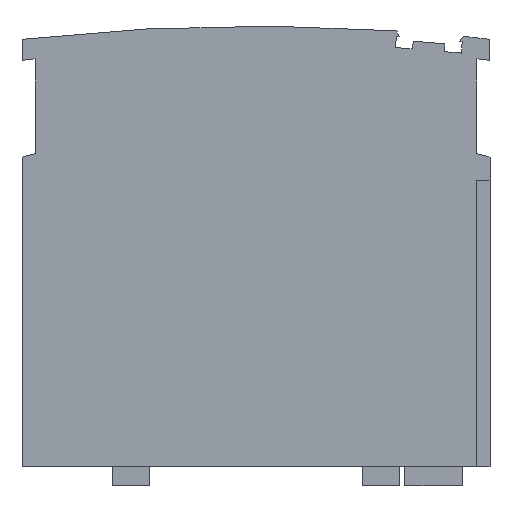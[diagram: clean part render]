
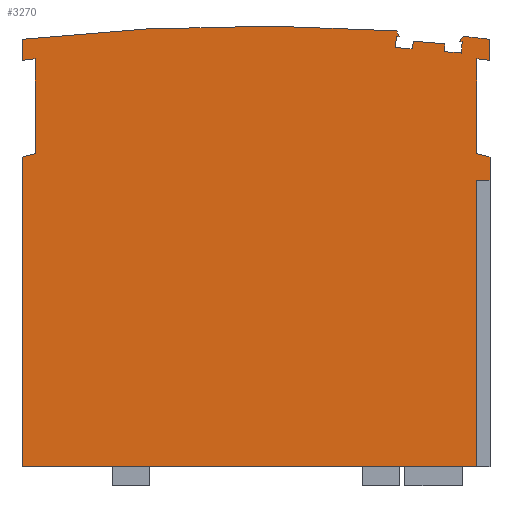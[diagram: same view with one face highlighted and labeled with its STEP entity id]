
A CAD part, left-side view. The second image highlights one B-rep face of the part: STEP entity #3270.
In plain terms, the highlighted face is planar.
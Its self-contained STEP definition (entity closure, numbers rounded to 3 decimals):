
#100=CARTESIAN_POINT('',(89.163,71.072,
-48.1));
#110=VERTEX_POINT('',#100);
#160=CARTESIAN_POINT('',(9.371,-43.856,
-48.1));
#170=DIRECTION('',(-0.57,-0.821,
0.));
#180=VECTOR('',#170,1.);
#190=LINE('',#160,#180);
#200=CARTESIAN_POINT('',(88.811,70.565,
-48.1));
#210=VERTEX_POINT('',#200);
#220=EDGE_CURVE('',#110,#210,#190,.T.);
#620=CARTESIAN_POINT('',(138.683,66.403,
-48.1));
#630=DIRECTION('',(-0.997,0.083,
0.));
#640=VECTOR('',#630,1.);
#650=LINE('',#620,#640);
#660=CARTESIAN_POINT('',(89.083,70.543,
-48.1));
#670=VERTEX_POINT('',#660);
#680=EDGE_CURVE('',#670,#210,#650,.T.);
#1050=CARTESIAN_POINT('',(87.402,69.609,
-48.1));
#1060=VERTEX_POINT('',#1050);
#1090=CARTESIAN_POINT('',(87.708,-7.,-48.1));
#1100=DIRECTION('',(-0.004,1.,
0.));
#1110=VECTOR('',#1100,1.);
#1120=LINE('',#1090,#1110);
#1130=CARTESIAN_POINT('',(87.399,70.362,
-48.1));
#1140=VERTEX_POINT('',#1130);
#1150=EDGE_CURVE('',#1060,#1140,#1120,.T.);
#1330=CARTESIAN_POINT('',(87.491,43.831,
-48.1));
#1340=DIRECTION('',(0.,0.,-1.));
#1350=DIRECTION('',(-1.,0.,0.));
#1360=AXIS2_PLACEMENT_3D('',#1330,#1340,#1350);
#1370=PLANE('',#1360);
#1380=CARTESIAN_POINT('',(69.341,-127.944,
-48.1));
#1390=DIRECTION('',(0.,0.,1.));
#1400=DIRECTION('',(1.,0.,0.));
#1410=AXIS2_PLACEMENT_3D('',#1380,#1390,#1400);
#1420=CIRCLE('',#1410,200.);
#1430=CARTESIAN_POINT('',(91.741,70.798,
-48.1));
#1440=VERTEX_POINT('',#1430);
#1450=EDGE_CURVE('',#1440,#110,#1420,.T.);
#1460=ORIENTED_EDGE('',*,*,#1450,.T.);
#1470=CARTESIAN_POINT('',(91.741,-7.,
-48.1));
#1480=DIRECTION('',(0.,1.,0.));
#1490=VECTOR('',#1480,1.);
#1500=LINE('',#1470,#1490);
#1510=CARTESIAN_POINT('',(91.741,68.785,
-48.1));
#1520=VERTEX_POINT('',#1510);
#1530=EDGE_CURVE('',#1520,#1440,#1500,.T.);
#1540=ORIENTED_EDGE('',*,*,#1530,.T.);
#1550=CARTESIAN_POINT('',(69.341,-127.944,
-48.1));
#1560=DIRECTION('',(0.,0.,-1.));
#1570=DIRECTION('',(-1.,0.,0.));
#1580=AXIS2_PLACEMENT_3D('',#1550,#1560,#1570);
#1590=CIRCLE('',#1580,198.);
#1600=CARTESIAN_POINT('',(90.49,68.924,
-48.1));
#1610=VERTEX_POINT('',#1600);
#1620=EDGE_CURVE('',#1610,#1520,#1590,.T.);
#1630=ORIENTED_EDGE('',*,*,#1620,.T.);
#1640=CARTESIAN_POINT('',(90.49,-7.,-48.1));
#1650=DIRECTION('',(0.,1.,0.));
#1660=VECTOR('',#1650,1.);
#1670=LINE('',#1640,#1660);
#1680=CARTESIAN_POINT('',(90.49,59.856,
-48.1));
#1690=VERTEX_POINT('',#1680);
#1700=EDGE_CURVE('',#1690,#1610,#1670,.T.);
#1710=ORIENTED_EDGE('',*,*,#1700,.T.);
#1720=CARTESIAN_POINT('',(138.76,46.922,
-48.1));
#1730=DIRECTION('',(-0.966,0.259,
0.));
#1740=VECTOR('',#1730,1.);
#1750=LINE('',#1720,#1740);
#1760=CARTESIAN_POINT('',(91.741,59.52,
-48.1));
#1770=VERTEX_POINT('',#1760);
#1780=EDGE_CURVE('',#1770,#1690,#1750,.T.);
#1790=ORIENTED_EDGE('',*,*,#1780,.T.);
#1800=CARTESIAN_POINT('',(91.741,-7.,-48.1));
#1810=DIRECTION('',(0.,-1.,0.));
#1820=VECTOR('',#1810,1.);
#1830=LINE('',#1800,#1820);
#1840=CARTESIAN_POINT('',(91.741,57.306,
-48.1));
#1850=VERTEX_POINT('',#1840);
#1860=EDGE_CURVE('',#1770,#1850,#1830,.T.);
#1870=ORIENTED_EDGE('',*,*,#1860,.F.);
#1880=CARTESIAN_POINT('',(91.741,57.306,
-48.1));
#1890=DIRECTION('',(-1.,0.,0.));
#1900=VECTOR('',#1890,1.);
#1910=LINE('',#1880,#1900);
#1920=CARTESIAN_POINT('',(90.441,57.306,
-48.1));
#1930=VERTEX_POINT('',#1920);
#1940=EDGE_CURVE('',#1850,#1930,#1910,.T.);
#1950=ORIENTED_EDGE('',*,*,#1940,.F.);
#1960=CARTESIAN_POINT('',(90.441,-43.856,
-48.1));
#1970=DIRECTION('',(0.,-1.,0.));
#1980=VECTOR('',#1970,1.);
#1990=LINE('',#1960,#1980);
#2000=CARTESIAN_POINT('',(90.441,29.856,
-48.1));
#2010=VERTEX_POINT('',#2000);
#2020=EDGE_CURVE('',#1930,#2010,#1990,.T.);
#2030=ORIENTED_EDGE('',*,*,#2020,.F.);
#2040=CARTESIAN_POINT('',(0.,29.856,
-48.1));
#2050=DIRECTION('',(-1.,0.,0.));
#2060=VECTOR('',#2050,1.);
#2070=LINE('',#2040,#2060);
#2080=CARTESIAN_POINT('',(46.941,29.856,
-48.1));
#2090=VERTEX_POINT('',#2080);
#2100=EDGE_CURVE('',#2010,#2090,#2070,.T.);
#2110=ORIENTED_EDGE('',*,*,#2100,.F.);
#2120=CARTESIAN_POINT('',(46.941,-7.,-48.1));
#2130=DIRECTION('',(0.,-1.,0.));
#2140=VECTOR('',#2130,1.);
#2150=LINE('',#2120,#2140);
#2160=CARTESIAN_POINT('',(46.941,59.52,
-48.1));
#2170=VERTEX_POINT('',#2160);
#2180=EDGE_CURVE('',#2170,#2090,#2150,.T.);
#2190=ORIENTED_EDGE('',*,*,#2180,.T.);
#2200=CARTESIAN_POINT('',(138.605,84.082,
-48.1));
#2210=DIRECTION('',(0.966,0.259,
0.));
#2220=VECTOR('',#2210,1.);
#2230=LINE('',#2200,#2220);
#2240=CARTESIAN_POINT('',(48.192,59.856,
-48.1));
#2250=VERTEX_POINT('',#2240);
#2260=EDGE_CURVE('',#2170,#2250,#2230,.T.);
#2270=ORIENTED_EDGE('',*,*,#2260,.F.);
#2280=CARTESIAN_POINT('',(48.192,-7.,-48.1));
#2290=DIRECTION('',(0.,1.,0.));
#2300=VECTOR('',#2290,1.);
#2310=LINE('',#2280,#2300);
#2320=CARTESIAN_POINT('',(48.192,68.924,
-48.1));
#2330=VERTEX_POINT('',#2320);
#2340=EDGE_CURVE('',#2250,#2330,#2310,.T.);
#2350=ORIENTED_EDGE('',*,*,#2340,.F.);
#2360=CARTESIAN_POINT('',(69.341,-127.944,
-48.1));
#2370=DIRECTION('',(0.,0.,1.));
#2380=DIRECTION('',(1.,0.,0.));
#2390=AXIS2_PLACEMENT_3D('',#2360,#2370,#2380);
#2400=CIRCLE('',#2390,198.);
#2410=CARTESIAN_POINT('',(46.941,68.785,
-48.1));
#2420=VERTEX_POINT('',#2410);
#2430=EDGE_CURVE('',#2330,#2420,#2400,.T.);
#2440=ORIENTED_EDGE('',*,*,#2430,.F.);
#2450=CARTESIAN_POINT('',(46.941,69.624,
-48.1));
#2460=DIRECTION('',(0.,-1.,0.));
#2470=VECTOR('',#2460,1.);
#2480=LINE('',#2450,#2470);
#2490=CARTESIAN_POINT('',(46.941,70.798,
-48.1));
#2500=VERTEX_POINT('',#2490);
#2510=EDGE_CURVE('',#2500,#2420,#2480,.T.);
#2520=ORIENTED_EDGE('',*,*,#2510,.T.);
#2530=CARTESIAN_POINT('',(69.341,-127.944,
-48.1));
#2540=DIRECTION('',(0.,0.,1.));
#2550=DIRECTION('',(1.,0.,0.));
#2560=AXIS2_PLACEMENT_3D('',#2530,#2540,#2550);
#2570=CIRCLE('',#2560,200.);
#2580=CARTESIAN_POINT('',(82.788,71.604,
-48.1));
#2590=VERTEX_POINT('',#2580);
#2600=EDGE_CURVE('',#2590,#2500,#2570,.T.);
#2610=ORIENTED_EDGE('',*,*,#2600,.T.);
#2620=CARTESIAN_POINT('',(82.864,71.442,
-48.1));
#2630=DIRECTION('',(-0.426,0.905,
0.));
#2640=VECTOR('',#2630,1.);
#2650=LINE('',#2620,#2640);
#2660=CARTESIAN_POINT('',(83.051,71.046,
-48.1));
#2670=VERTEX_POINT('',#2660);
#2680=EDGE_CURVE('',#2670,#2590,#2650,.T.);
#2690=ORIENTED_EDGE('',*,*,#2680,.T.);
#2700=CARTESIAN_POINT('',(138.683,66.403,
-48.1));
#2710=DIRECTION('',(0.997,-0.083,
0.));
#2720=VECTOR('',#2710,1.);
#2730=LINE('',#2700,#2720);
#2740=CARTESIAN_POINT('',(82.78,71.069,
-48.1));
#2750=VERTEX_POINT('',#2740);
#2760=EDGE_CURVE('',#2750,#2670,#2730,.T.);
#2770=ORIENTED_EDGE('',*,*,#2760,.T.);
#2780=CARTESIAN_POINT('',(76.263,-7.,-48.1));
#2790=DIRECTION('',(0.083,0.997,
0.));
#2800=VECTOR('',#2790,1.);
#2810=LINE('',#2780,#2800);
#2820=CARTESIAN_POINT('',(82.691,70.003,
-48.1));
#2830=VERTEX_POINT('',#2820);
#2840=EDGE_CURVE('',#2830,#2750,#2810,.T.);
#2850=ORIENTED_EDGE('',*,*,#2840,.T.);
#2860=CARTESIAN_POINT('',(138.683,65.329,
-48.1));
#2870=DIRECTION('',(-0.997,0.083,
0.));
#2880=VECTOR('',#2870,1.);
#2890=LINE('',#2860,#2880);
#2900=CARTESIAN_POINT('',(84.282,69.87,
-48.1));
#2910=VERTEX_POINT('',#2900);
#2920=EDGE_CURVE('',#2910,#2830,#2890,.T.);
#2930=ORIENTED_EDGE('',*,*,#2920,.T.);
#2940=CARTESIAN_POINT('',(71.044,-7.,-48.1));
#2950=DIRECTION('',(-0.17,-0.985,
0.));
#2960=VECTOR('',#2950,1.);
#2970=LINE('',#2940,#2960);
#2980=CARTESIAN_POINT('',(84.41,70.612,
-48.1));
#2990=VERTEX_POINT('',#2980);
#3000=EDGE_CURVE('',#2990,#2910,#2970,.T.);
#3010=ORIENTED_EDGE('',*,*,#3000,.T.);
#3020=CARTESIAN_POINT('',(138.683,66.081,
-48.1));
#3030=DIRECTION('',(-0.997,0.083,
0.));
#3040=VECTOR('',#3030,1.);
#3050=LINE('',#3020,#3040);
#3060=EDGE_CURVE('',#1140,#2990,#3050,.T.);
#3070=ORIENTED_EDGE('',*,*,#3060,.T.);
#3080=ORIENTED_EDGE('',*,*,#1150,.T.);
#3090=CARTESIAN_POINT('',(138.683,65.329,
-48.1));
#3100=DIRECTION('',(-0.997,0.083,
0.));
#3110=VECTOR('',#3100,1.);
#3120=LINE('',#3090,#3110);
#3130=CARTESIAN_POINT('',(88.994,69.476,
-48.1));
#3140=VERTEX_POINT('',#3130);
#3150=EDGE_CURVE('',#3140,#1060,#3120,.T.);
#3160=ORIENTED_EDGE('',*,*,#3150,.T.);
#3170=CARTESIAN_POINT('',(82.61,-7.,-48.1));
#3180=DIRECTION('',(-0.083,-0.997,
0.));
#3190=VECTOR('',#3180,1.);
#3200=LINE('',#3170,#3190);
#3210=EDGE_CURVE('',#670,#3140,#3200,.T.);
#3220=ORIENTED_EDGE('',*,*,#3210,.T.);
#3230=ORIENTED_EDGE('',*,*,#680,.F.);
#3240=ORIENTED_EDGE('',*,*,#220,.T.);
#3250=EDGE_LOOP('',(#3240,#3230,#3220,#3160,#3080,#3070,#3010,#2930,
#2850,#2770,#2690,#2610,#2520,#2440,#2350,#2270,#2190,#2110,#2030,#1950,
#1870,#1790,#1710,#1630,#1540,#1460));
#3260=FACE_OUTER_BOUND('',#3250,.T.);
#3270=ADVANCED_FACE('',(#3260),#1370,.F.);
